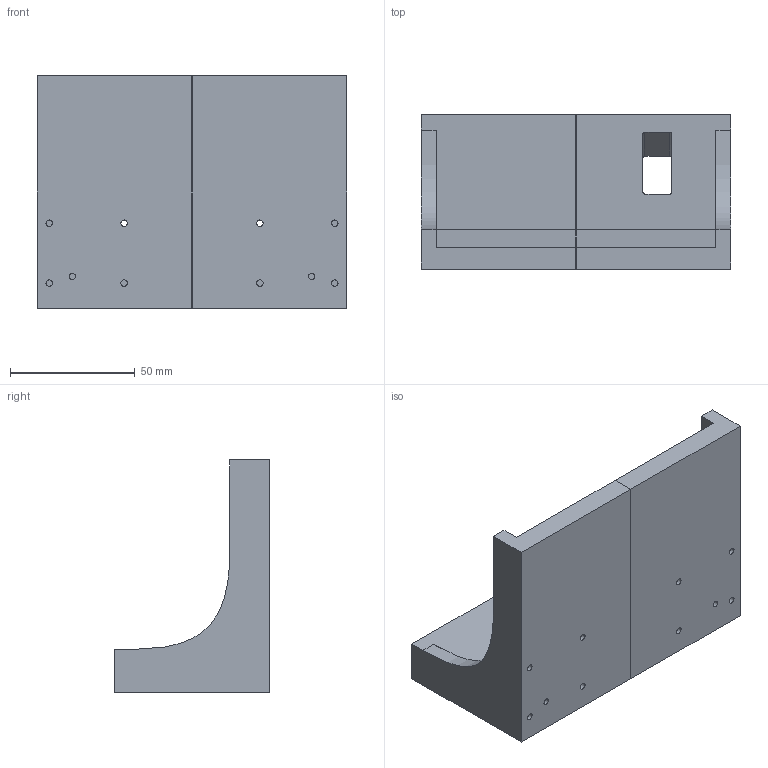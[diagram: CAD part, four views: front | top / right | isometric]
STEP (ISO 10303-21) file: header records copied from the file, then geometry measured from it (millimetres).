
FILE_DESCRIPTION(/* description */ (''),/* implementation_level */ '2;1');
FILE_NAME(/* name */ 'Kinect Mount.step',/* time_stamp */ '2024-02-28T17:11:19+08:00',/* author */ (''),/* organization */ (''),/* preprocessor_version */ 'ST-DEVELOPER v20',/* originating_system */ 'Autodesk Translation Framework v12.20.1.177',/* authorisation */ '');
FILE_SCHEMA (('AUTOMOTIVE_DESIGN { 1 0 10303 214 3 1 1 }'));
Length unit declared in the file: millimetre
Products named in the file (3): AGV V3; KinectV2 MountKit; Kinect&FrontWheel v1(Mirror)
Assembly tree (2 placements, depth 2):
  AGV V3
    KinectV2 MountKit
    Kinect&FrontWheel v1(Mirror)
Bounding box: 124 x 62.07 x 93 mm (x, y, z)
Volume: 217407.8 mm3; surface area: 51819.1 mm2
Topology: 2 solids, 2 shells, 60 faces, 140 edges, 92 vertices
Faces by surface type: plane 40, cylinder 18, bspline 2
Full cylindrical faces by diameter (mm): 2.5 x2, 2.6 x8, 7.5 x2, 16.2 x2
Entity records: 1937 total; most frequent: CARTESIAN_POINT 372, DIRECTION 304, ORIENTED_EDGE 280, EDGE_CURVE 140, AXIS2_PLACEMENT_3D 104, LINE 96, VECTOR 96, VERTEX_POINT 92
